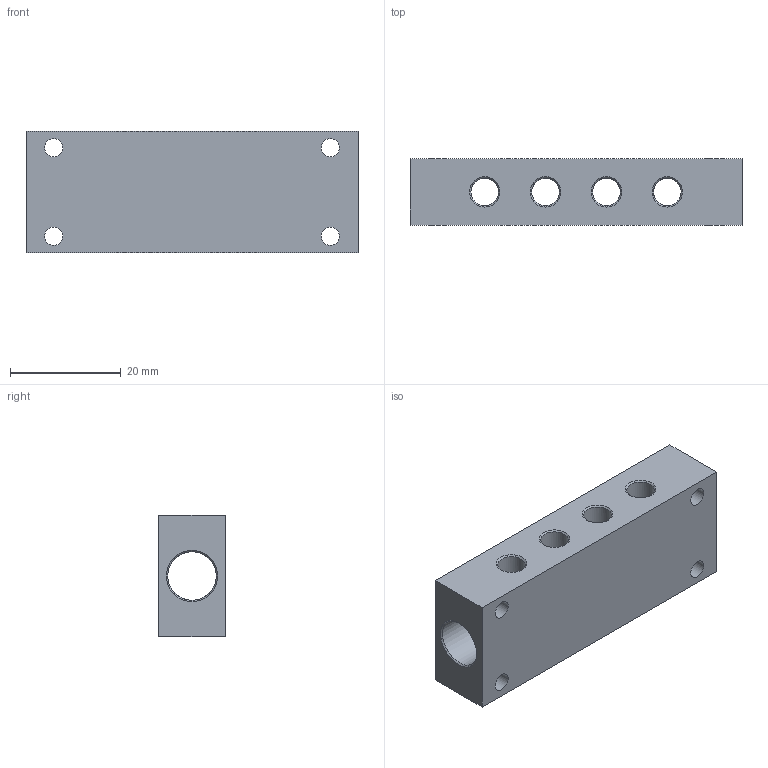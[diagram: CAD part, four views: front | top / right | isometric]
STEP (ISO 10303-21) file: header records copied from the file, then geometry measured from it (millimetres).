
FILE_DESCRIPTION(/* description */ ('Unknown'),/* implementation_level */ '2;1');
FILE_NAME(/* name */ '6.08.05;8',/* time_stamp */ '2018-10-18T14:00:14-04:00',/* author */ ('Unknown'),/* organization */ ('Unknown'),/* preprocessor_version */ 'ST-DEVELOPER v16.7',/* originating_system */ 'DEX',/* authorisation */ $);
FILE_SCHEMA (('AUTOMOTIVE_DESIGN {1 0 10303 214 3 1 1}'));
Length unit declared in the file: millimetre
Products named in the file (1): 6.08.05;8
Bounding box: 60 x 12 x 22 mm (x, y, z)
Volume: 10745.7 mm3; surface area: 7099.7 mm2
Topology: 1 solids, 1 shells, 29 faces, 80 edges, 49 vertices
Faces by surface type: cylinder 13, cone 10, plane 6
Full cylindrical faces by diameter (mm): 3.3 x4, 5 x8, 8.75 x1
Entity records: 948 total; most frequent: CARTESIAN_POINT 266, DIRECTION 128, ORIENTED_EDGE 96, EDGE_LOOP 78, FACE_BOUND 78, AXIS2_PLACEMENT_3D 58, EDGE_CURVE 48, VERTEX_POINT 44
